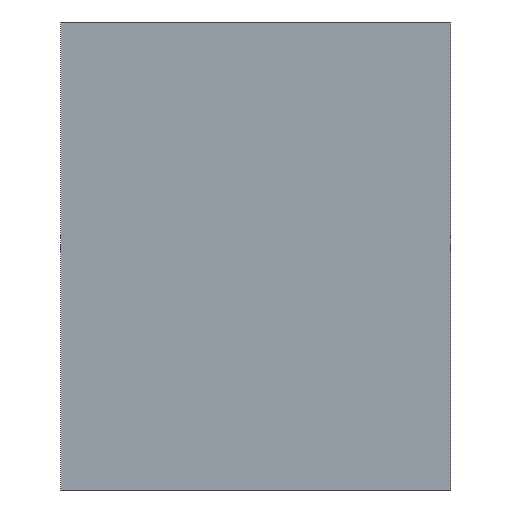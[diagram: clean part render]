
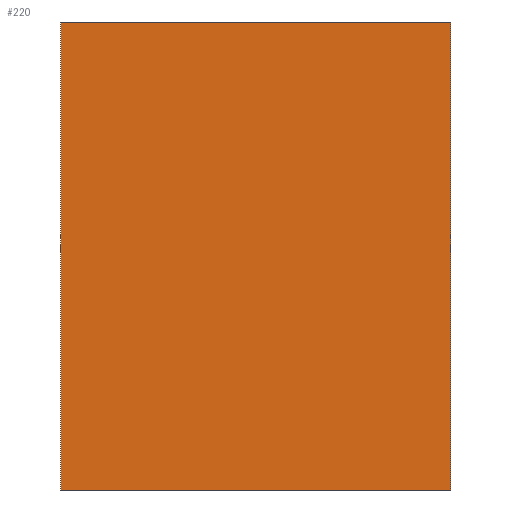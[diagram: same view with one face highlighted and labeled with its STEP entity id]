
A CAD part, left-side view. The second image highlights one B-rep face of the part: STEP entity #220.
In plain terms, the highlighted planar face has unit normal (-1, 0, 0).
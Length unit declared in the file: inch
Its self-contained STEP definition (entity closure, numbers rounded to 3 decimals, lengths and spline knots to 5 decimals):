
#34 = DIRECTION ( 'NONE',  ( 0., 0., 1. ) ) ;
#42 = ORIENTED_EDGE ( 'NONE', *, *, #123, .T. ) ;
#49 = ORIENTED_EDGE ( 'NONE', *, *, #273, .F. ) ;
#97 = CARTESIAN_POINT ( 'NONE',  ( -0.01969, 0.00984, 0.02662 ) ) ;
#123 = EDGE_CURVE ( 'NONE', #441, #477, #511, .T. ) ;
#194 = DIRECTION ( 'NONE',  ( 0., 0., 1. ) ) ;
#201 = CARTESIAN_POINT ( 'NONE',  ( -0.01969, 0.00984, 0.003 ) ) ;
#220 = ADVANCED_FACE ( 'NONE', ( #238 ), #274, .T. ) ;
#224 = VECTOR ( 'NONE', #34, 39.37008 ) ;
#228 = LINE ( 'NONE', #399, #224 ) ;
#238 = FACE_OUTER_BOUND ( 'NONE', #498, .T. ) ;
#241 = EDGE_CURVE ( 'NONE', #281, #496, #228, .T. ) ;
#273 = EDGE_CURVE ( 'NONE', #496, #477, #331, .T. ) ;
#274 = PLANE ( 'NONE',  #473 ) ;
#281 = VERTEX_POINT ( 'NONE', #201 ) ;
#284 = CARTESIAN_POINT ( 'NONE',  ( -0.01969, 0.00984, 0.02662 ) ) ;
#287 = VECTOR ( 'NONE', #413, 39.37008 ) ;
#299 = CARTESIAN_POINT ( 'NONE',  ( -0.01969, -0.00984, 0.003 ) ) ;
#326 = EDGE_CURVE ( 'NONE', #281, #441, #371, .T. ) ;
#331 = LINE ( 'NONE', #284, #287 ) ;
#371 = LINE ( 'NONE', #523, #509 ) ;
#386 = CARTESIAN_POINT ( 'NONE',  ( -0.01969, -0.00984, 0.02662 ) ) ;
#399 = CARTESIAN_POINT ( 'NONE',  ( -0.01969, 0.00984, 0.003 ) ) ;
#407 = DIRECTION ( 'NONE',  ( 0., 0., 1. ) ) ;
#413 = DIRECTION ( 'NONE',  ( 0., -1., 0. ) ) ;
#426 = VECTOR ( 'NONE', #407, 39.37008 ) ;
#438 = DIRECTION ( 'NONE',  ( -1., 0., 0. ) ) ;
#441 = VERTEX_POINT ( 'NONE', #299 ) ;
#468 = ORIENTED_EDGE ( 'NONE', *, *, #241, .F. ) ;
#472 = CARTESIAN_POINT ( 'NONE',  ( -0.01969, 0.00984, 0.003 ) ) ;
#473 = AXIS2_PLACEMENT_3D ( 'NONE', #472, #438, #194 ) ;
#477 = VERTEX_POINT ( 'NONE', #386 ) ;
#493 = DIRECTION ( 'NONE',  ( 0., -1., 0. ) ) ;
#494 = ORIENTED_EDGE ( 'NONE', *, *, #326, .T. ) ;
#496 = VERTEX_POINT ( 'NONE', #97 ) ;
#498 = EDGE_LOOP ( 'NONE', ( #494, #42, #49, #468 ) ) ;
#509 = VECTOR ( 'NONE', #493, 39.37008 ) ;
#511 = LINE ( 'NONE', #519, #426 ) ;
#519 = CARTESIAN_POINT ( 'NONE',  ( -0.01969, -0.00984, 0.003 ) ) ;
#523 = CARTESIAN_POINT ( 'NONE',  ( -0.01969, 0.00984, 0.003 ) ) ;
